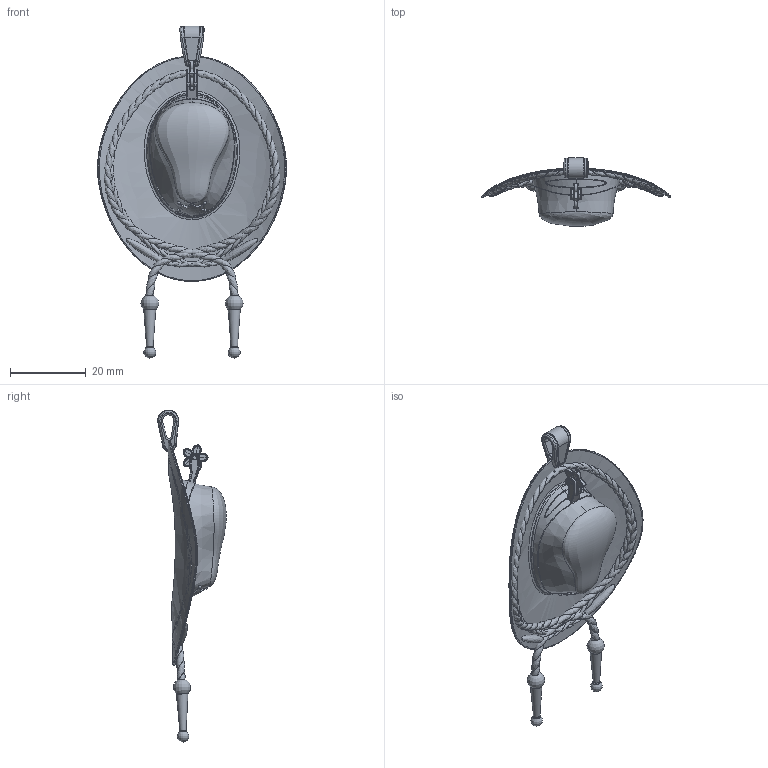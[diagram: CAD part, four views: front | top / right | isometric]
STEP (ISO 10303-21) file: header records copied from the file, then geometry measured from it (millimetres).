
FILE_DESCRIPTION(('FreeCAD Model'),'2;1');
FILE_NAME('Open CASCADE Shape Model','2025-05-04T05:10:05',('FreeCAD'),( 'FreeCAD'),'Open CASCADE STEP processor 7.6','FreeCAD','Unknown');
FILE_SCHEMA(('AUTOMOTIVE_DESIGN { 1 0 10303 214 1 1 1 1 }'));
Products named in the file (1): Open CASCADE STEP translator 7.6 1
Bounding box: 50 x 18.14 x 87.89 mm (x, y, z)
Volume: 2878 mm3; surface area: 8690 mm2
Topology: 18 solids, 18 shells, 558 faces, 1300 edges, 824 vertices
Faces by surface type: bspline 558
Entity records: 193448 total; most frequent: CARTESIAN_POINT 185545, ORIENTED_EDGE 2534, EDGE_CURVE 1267, B_SPLINE_CURVE_WITH_KNOTS 1049, VERTEX_POINT 824, FACE_BOUND 653, EDGE_LOOP 653, ADVANCED_FACE 558
